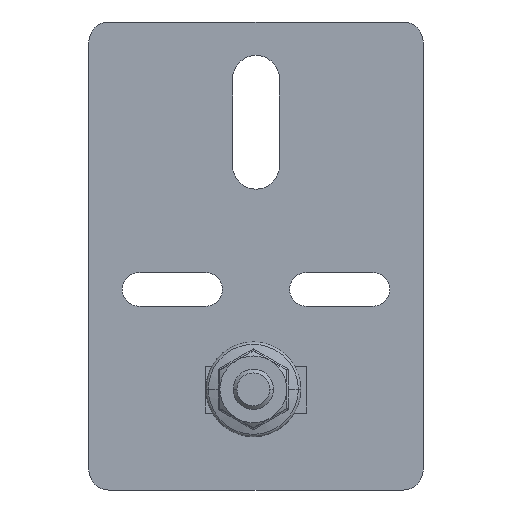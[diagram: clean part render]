
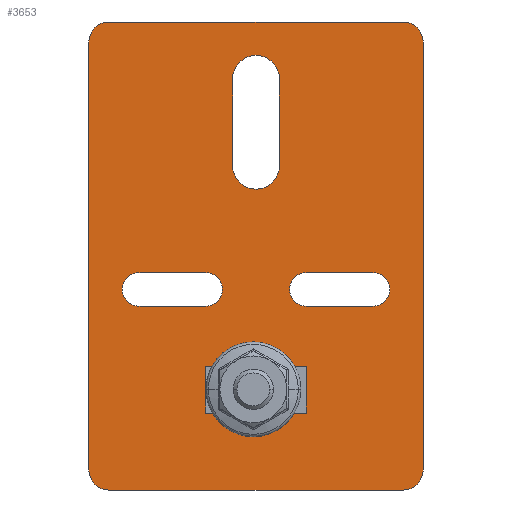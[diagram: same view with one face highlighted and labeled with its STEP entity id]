
A CAD part, front view. The second image highlights one B-rep face of the part: STEP entity #3653.
In plain terms, the highlighted face is planar.
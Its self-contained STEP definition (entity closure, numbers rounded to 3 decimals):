
#3135=CARTESIAN_POINT('',(-27.654,24.833,0.));
#3136=DIRECTION('',(0.,0.,-1.));
#3137=DIRECTION('',(-1.,0.,0.));
#3138=AXIS2_PLACEMENT_3D('',#3135,#3136,#3137);
#3140=CARTESIAN_POINT('',(-27.654,-19.167,0.));
#3141=DIRECTION('',(0.,0.,-1.));
#3142=DIRECTION('',(0.,-1.,0.));
#3143=AXIS2_PLACEMENT_3D('',#3140,#3141,#3142);
#3145=CARTESIAN_POINT('',(36.346,-19.167,0.));
#3146=DIRECTION('',(0.,0.,-1.));
#3147=DIRECTION('',(1.,0.,0.));
#3148=AXIS2_PLACEMENT_3D('',#3145,#3146,#3147);
#3150=CARTESIAN_POINT('',(36.346,24.833,0.));
#3151=DIRECTION('',(0.,0.,-1.));
#3152=DIRECTION('',(0.,1.,0.));
#3153=AXIS2_PLACEMENT_3D('',#3150,#3151,#3152);
#3155=CARTESIAN_POINT('',(9.346,20.333,0.));
#3156=DIRECTION('',(0.,0.,1.));
#3157=DIRECTION('',(0.,1.,0.));
#3158=AXIS2_PLACEMENT_3D('',#3155,#3156,#3157);
#3160=CARTESIAN_POINT('',(9.346,20.333,0.));
#3161=DIRECTION('',(0.,0.,1.));
#3162=DIRECTION('',(1.,0.,0.));
#3163=AXIS2_PLACEMENT_3D('',#3160,#3161,#3162);
#3165=CARTESIAN_POINT('',(9.346,10.333,0.));
#3166=DIRECTION('',(0.,0.,1.));
#3167=DIRECTION('',(-1.,0.,0.));
#3168=AXIS2_PLACEMENT_3D('',#3165,#3166,#3167);
#3170=CARTESIAN_POINT('',(9.346,-4.667,0.));
#3171=DIRECTION('',(0.,0.,1.));
#3172=DIRECTION('',(0.,1.,0.));
#3173=AXIS2_PLACEMENT_3D('',#3170,#3171,#3172);
#3175=CARTESIAN_POINT('',(9.346,-4.667,0.));
#3176=DIRECTION('',(0.,0.,1.));
#3177=DIRECTION('',(1.,0.,0.));
#3178=AXIS2_PLACEMENT_3D('',#3175,#3176,#3177);
#3180=CARTESIAN_POINT('',(9.346,-14.667,0.));
#3181=DIRECTION('',(0.,0.,1.));
#3182=DIRECTION('',(-1.,0.,0.));
#3183=AXIS2_PLACEMENT_3D('',#3180,#3181,#3182);
#3185=CARTESIAN_POINT('',(-22.154,2.833,0.));
#3186=DIRECTION('',(0.,0.,1.));
#3187=DIRECTION('',(0.,1.,0.));
#3188=AXIS2_PLACEMENT_3D('',#3185,#3186,#3187);
#3190=CARTESIAN_POINT('',(-9.154,2.833,0.));
#3191=DIRECTION('',(0.,0.,1.));
#3192=DIRECTION('',(0.,-1.,0.));
#3193=AXIS2_PLACEMENT_3D('',#3190,#3191,#3192);
#3195=DIRECTION('',(1.,0.,0.));
#3196=VECTOR('',#3195,7.);
#3197=CARTESIAN_POINT('',(20.846,-4.667,0.));
#3198=LINE('',#3197,#3196);
#3199=DIRECTION('',(0.,-1.,0.));
#3200=VECTOR('',#3199,15.);
#3201=CARTESIAN_POINT('',(20.846,10.333,0.));
#3202=LINE('',#3201,#3200);
#3203=DIRECTION('',(-1.,0.,0.));
#3204=VECTOR('',#3203,7.);
#3205=CARTESIAN_POINT('',(27.846,10.333,0.));
#3206=LINE('',#3205,#3204);
#3207=DIRECTION('',(0.,1.,0.));
#3208=VECTOR('',#3207,15.);
#3209=CARTESIAN_POINT('',(27.846,-4.667,0.));
#3210=LINE('',#3209,#3208);
#3211=DIRECTION('',(-1.,0.,0.));
#3212=VECTOR('',#3211,64.);
#3213=CARTESIAN_POINT('',(36.346,27.833,0.));
#3214=LINE('',#3213,#3212);
#3227=DIRECTION('',(0.,1.,0.));
#3228=VECTOR('',#3227,44.);
#3229=CARTESIAN_POINT('',(39.346,-19.167,0.));
#3230=LINE('',#3229,#3228);
#3243=DIRECTION('',(1.,0.,0.));
#3244=VECTOR('',#3243,64.);
#3245=CARTESIAN_POINT('',(-27.654,-22.167,0.));
#3246=LINE('',#3245,#3244);
#3259=DIRECTION('',(0.,-1.,0.));
#3260=VECTOR('',#3259,44.);
#3261=CARTESIAN_POINT('',(-30.654,24.833,0.));
#3262=LINE('',#3261,#3260);
#3339=DIRECTION('',(0.,1.,0.));
#3340=VECTOR('',#3339,10.);
#3341=CARTESIAN_POINT('',(6.846,10.333,0.));
#3342=LINE('',#3341,#3340);
#3355=DIRECTION('',(0.,-1.,0.));
#3356=VECTOR('',#3355,10.);
#3357=CARTESIAN_POINT('',(11.846,20.333,0.));
#3358=LINE('',#3357,#3356);
#3375=DIRECTION('',(0.,1.,0.));
#3376=VECTOR('',#3375,10.);
#3377=CARTESIAN_POINT('',(6.846,-14.667,0.));
#3378=LINE('',#3377,#3376);
#3391=DIRECTION('',(0.,-1.,0.));
#3392=VECTOR('',#3391,10.);
#3393=CARTESIAN_POINT('',(11.846,-4.667,0.));
#3394=LINE('',#3393,#3392);
#3403=DIRECTION('',(1.,0.,0.));
#3404=VECTOR('',#3403,13.);
#3405=CARTESIAN_POINT('',(-22.154,6.333,0.));
#3406=LINE('',#3405,#3404);
#3419=DIRECTION('',(-1.,0.,0.));
#3420=VECTOR('',#3419,13.);
#3421=CARTESIAN_POINT('',(-9.154,-0.667,0.));
#3422=LINE('',#3421,#3420);
#3467=CARTESIAN_POINT('',(-30.654,24.833,0.));
#3468=CARTESIAN_POINT('',(-27.654,27.833,0.));
#3469=VERTEX_POINT('',#3467);
#3470=VERTEX_POINT('',#3468);
#3475=CARTESIAN_POINT('',(-30.654,-19.167,0.));
#3476=VERTEX_POINT('',#3475);
#3479=CARTESIAN_POINT('',(-27.654,-22.167,0.));
#3480=VERTEX_POINT('',#3479);
#3483=CARTESIAN_POINT('',(36.346,-22.167,0.));
#3484=VERTEX_POINT('',#3483);
#3487=CARTESIAN_POINT('',(39.346,-19.167,0.));
#3488=VERTEX_POINT('',#3487);
#3491=CARTESIAN_POINT('',(39.346,24.833,0.));
#3492=VERTEX_POINT('',#3491);
#3495=CARTESIAN_POINT('',(36.346,27.833,0.));
#3496=VERTEX_POINT('',#3495);
#3499=CARTESIAN_POINT('',(11.846,20.333,0.));
#3500=CARTESIAN_POINT('',(9.346,22.833,0.));
#3501=VERTEX_POINT('',#3499);
#3502=VERTEX_POINT('',#3500);
#3507=CARTESIAN_POINT('',(11.846,10.333,0.));
#3508=VERTEX_POINT('',#3507);
#3511=CARTESIAN_POINT('',(6.846,10.333,0.));
#3512=VERTEX_POINT('',#3511);
#3515=CARTESIAN_POINT('',(6.846,20.333,0.));
#3516=VERTEX_POINT('',#3515);
#3519=CARTESIAN_POINT('',(11.846,-4.667,0.));
#3520=CARTESIAN_POINT('',(9.346,-2.167,0.));
#3521=VERTEX_POINT('',#3519);
#3522=VERTEX_POINT('',#3520);
#3527=CARTESIAN_POINT('',(11.846,-14.667,0.));
#3528=VERTEX_POINT('',#3527);
#3531=CARTESIAN_POINT('',(6.846,-14.667,0.));
#3532=VERTEX_POINT('',#3531);
#3535=CARTESIAN_POINT('',(6.846,-4.667,0.));
#3536=VERTEX_POINT('',#3535);
#3539=CARTESIAN_POINT('',(-22.154,6.333,0.));
#3540=CARTESIAN_POINT('',(-9.154,6.333,0.));
#3541=VERTEX_POINT('',#3539);
#3542=VERTEX_POINT('',#3540);
#3547=CARTESIAN_POINT('',(-9.154,-0.667,0.));
#3548=VERTEX_POINT('',#3547);
#3551=CARTESIAN_POINT('',(-22.154,-0.667,0.));
#3552=VERTEX_POINT('',#3551);
#3555=CARTESIAN_POINT('',(20.846,10.333,0.));
#3556=CARTESIAN_POINT('',(20.846,-4.667,0.));
#3557=VERTEX_POINT('',#3555);
#3558=VERTEX_POINT('',#3556);
#3563=CARTESIAN_POINT('',(27.846,10.333,0.));
#3564=VERTEX_POINT('',#3563);
#3567=CARTESIAN_POINT('',(27.846,-4.667,0.));
#3568=VERTEX_POINT('',#3567);
#3587=CARTESIAN_POINT('',(-39.404,-28.417,0.));
#3588=DIRECTION('',(0.,0.,-1.));
#3589=DIRECTION('',(1.,0.,0.));
#3590=AXIS2_PLACEMENT_3D('',#3587,#3588,#3589);
#3591=PLANE('',#3590);
#3593=ORIENTED_EDGE('',*,*,#3592,.T.);
#3594=ORIENTED_EDGE('',*,*,#3576,.F.);
#3596=ORIENTED_EDGE('',*,*,#3595,.T.);
#3598=ORIENTED_EDGE('',*,*,#3597,.F.);
#3600=ORIENTED_EDGE('',*,*,#3599,.T.);
#3602=ORIENTED_EDGE('',*,*,#3601,.F.);
#3604=ORIENTED_EDGE('',*,*,#3603,.T.);
#3606=ORIENTED_EDGE('',*,*,#3605,.F.);
#3607=EDGE_LOOP('',(#3593,#3594,#3596,#3598,#3600,#3602,#3604,#3606));
#3608=FACE_OUTER_BOUND('',#3607,.F.);
#3610=ORIENTED_EDGE('',*,*,#3609,.F.);
#3612=ORIENTED_EDGE('',*,*,#3611,.F.);
#3614=ORIENTED_EDGE('',*,*,#3613,.T.);
#3616=ORIENTED_EDGE('',*,*,#3615,.F.);
#3618=ORIENTED_EDGE('',*,*,#3617,.T.);
#3619=EDGE_LOOP('',(#3610,#3612,#3614,#3616,#3618));
#3620=FACE_BOUND('',#3619,.F.);
#3622=ORIENTED_EDGE('',*,*,#3621,.F.);
#3624=ORIENTED_EDGE('',*,*,#3623,.F.);
#3626=ORIENTED_EDGE('',*,*,#3625,.T.);
#3628=ORIENTED_EDGE('',*,*,#3627,.F.);
#3630=ORIENTED_EDGE('',*,*,#3629,.T.);
#3631=EDGE_LOOP('',(#3622,#3624,#3626,#3628,#3630));
#3632=FACE_BOUND('',#3631,.F.);
#3634=ORIENTED_EDGE('',*,*,#3633,.F.);
#3636=ORIENTED_EDGE('',*,*,#3635,.T.);
#3638=ORIENTED_EDGE('',*,*,#3637,.F.);
#3640=ORIENTED_EDGE('',*,*,#3639,.T.);
#3641=EDGE_LOOP('',(#3634,#3636,#3638,#3640));
#3642=FACE_BOUND('',#3641,.F.);
#3644=ORIENTED_EDGE('',*,*,#3643,.F.);
#3646=ORIENTED_EDGE('',*,*,#3645,.F.);
#3648=ORIENTED_EDGE('',*,*,#3647,.F.);
#3650=ORIENTED_EDGE('',*,*,#3649,.F.);
#3651=EDGE_LOOP('',(#3644,#3646,#3648,#3650));
#3652=FACE_BOUND('',#3651,.F.);
#3653=ADVANCED_FACE('',(#3608,#3620,#3632,#3642,#3652),#3591,.T.);
#3139=CIRCLE('',#3138,3.);
#3144=CIRCLE('',#3143,3.);
#3149=CIRCLE('',#3148,3.);
#3154=CIRCLE('',#3153,3.);
#3159=CIRCLE('',#3158,2.5);
#3164=CIRCLE('',#3163,2.5);
#3169=CIRCLE('',#3168,2.5);
#3174=CIRCLE('',#3173,2.5);
#3179=CIRCLE('',#3178,2.5);
#3184=CIRCLE('',#3183,2.5);
#3189=CIRCLE('',#3188,3.5);
#3194=CIRCLE('',#3193,3.5);
#3576=EDGE_CURVE('',#3469,#3470,#3139,.T.);
#3592=EDGE_CURVE('',#3496,#3470,#3214,.T.);
#3595=EDGE_CURVE('',#3469,#3476,#3262,.T.);
#3597=EDGE_CURVE('',#3480,#3476,#3144,.T.);
#3599=EDGE_CURVE('',#3480,#3484,#3246,.T.);
#3601=EDGE_CURVE('',#3488,#3484,#3149,.T.);
#3603=EDGE_CURVE('',#3488,#3492,#3230,.T.);
#3605=EDGE_CURVE('',#3496,#3492,#3154,.T.);
#3609=EDGE_CURVE('',#3502,#3516,#3159,.T.);
#3611=EDGE_CURVE('',#3501,#3502,#3164,.T.);
#3613=EDGE_CURVE('',#3501,#3508,#3358,.T.);
#3615=EDGE_CURVE('',#3512,#3508,#3169,.T.);
#3617=EDGE_CURVE('',#3512,#3516,#3342,.T.);
#3621=EDGE_CURVE('',#3522,#3536,#3174,.T.);
#3623=EDGE_CURVE('',#3521,#3522,#3179,.T.);
#3625=EDGE_CURVE('',#3521,#3528,#3394,.T.);
#3627=EDGE_CURVE('',#3532,#3528,#3184,.T.);
#3629=EDGE_CURVE('',#3532,#3536,#3378,.T.);
#3633=EDGE_CURVE('',#3541,#3552,#3189,.T.);
#3635=EDGE_CURVE('',#3541,#3542,#3406,.T.);
#3637=EDGE_CURVE('',#3548,#3542,#3194,.T.);
#3639=EDGE_CURVE('',#3548,#3552,#3422,.T.);
#3643=EDGE_CURVE('',#3558,#3568,#3198,.T.);
#3645=EDGE_CURVE('',#3557,#3558,#3202,.T.);
#3647=EDGE_CURVE('',#3564,#3557,#3206,.T.);
#3649=EDGE_CURVE('',#3568,#3564,#3210,.T.);
